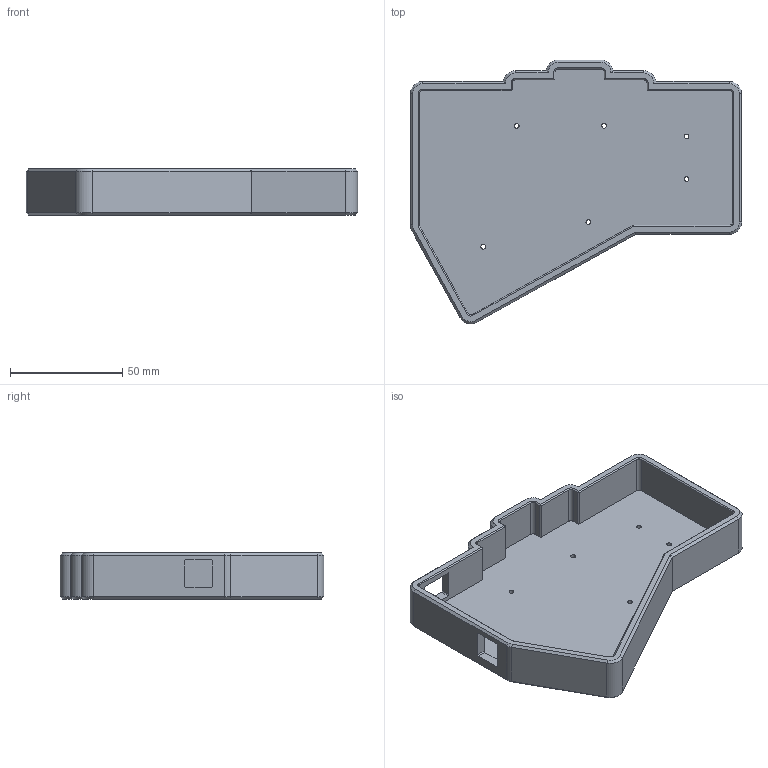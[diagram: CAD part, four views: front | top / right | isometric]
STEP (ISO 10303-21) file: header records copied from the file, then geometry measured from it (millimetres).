
FILE_DESCRIPTION(/* description */ (''),/* implementation_level */ '2;1');
FILE_NAME(/* name */ 'RootKB-Right-Case v2.step',/* time_stamp */ '2024-05-11T18:17:09+03:00',/* author */ (''),/* organization */ (''),/* preprocessor_version */ 'ST-DEVELOPER v20',/* originating_system */ 'Autodesk Translation Framework v12.20.1.177',/* authorisation */ '');
FILE_SCHEMA (('AUTOMOTIVE_DESIGN { 1 0 10303 214 3 1 1 }'));
Length unit declared in the file: millimetre
Products named in the file (1): RootKB-Right-Case
Bounding box: 147.43 x 117.41 x 20.5 mm (x, y, z)
Volume: 67400.8 mm3; surface area: 41528 mm2
Topology: 1 solids, 1 shells, 153 faces, 364 edges, 215 vertices
Faces by surface type: plane 83, cylinder 36, cone 34
Full cylindrical faces by diameter (mm): 2.1 x6, 3.8 x6
Entity records: 4366 total; most frequent: DIRECTION 760, CARTESIAN_POINT 750, ORIENTED_EDGE 718, EDGE_CURVE 359, AXIS2_PLACEMENT_3D 255, LINE 250, VECTOR 250, VERTEX_POINT 215
